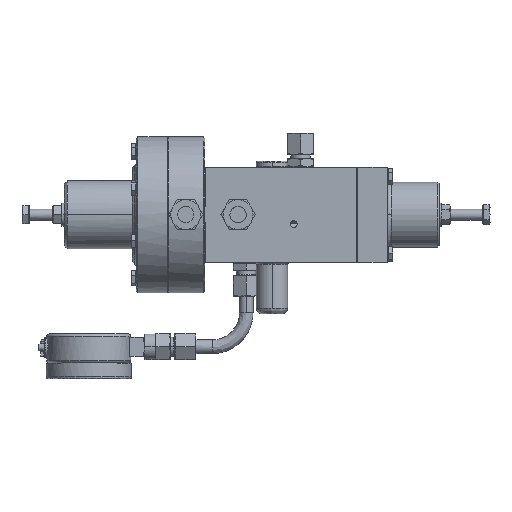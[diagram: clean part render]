
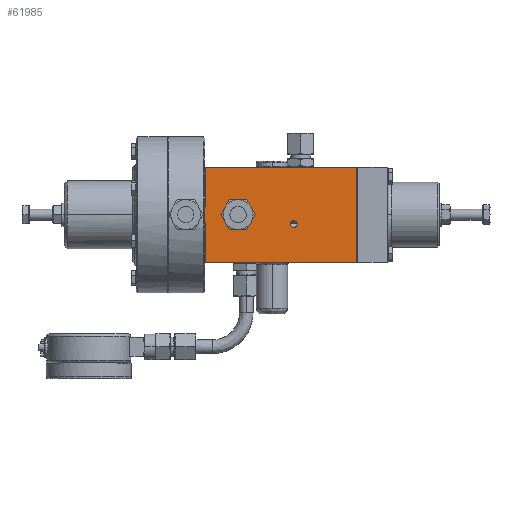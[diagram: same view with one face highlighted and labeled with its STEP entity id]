
A CAD part, top view. The second image highlights one B-rep face of the part: STEP entity #61985.
In plain terms, the highlighted planar face has unit normal (0, 0, 1).
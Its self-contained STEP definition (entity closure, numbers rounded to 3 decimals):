
#396 = ORIENTED_EDGE ( 'NONE', *, *, #20799, .F. ) ;
#461 = LINE ( 'NONE', #19942, #25865 ) ;
#855 = CARTESIAN_POINT ( 'NONE',  ( 43.821, 5.937, 35. ) ) ;
#1383 = DIRECTION ( 'NONE',  ( 1., 0., 0. ) ) ;
#2406 = EDGE_CURVE ( 'NONE', #39079, #29448, #59198, .T. ) ;
#2840 = VERTEX_POINT ( 'NONE', #58546 ) ;
#4424 = EDGE_CURVE ( 'NONE', #29448, #61739, #23879, .T. ) ;
#5014 = LINE ( 'NONE', #29979, #30423 ) ;
#5735 = CARTESIAN_POINT ( 'NONE',  ( 132.321, -35., 35. ) ) ;
#6039 = LINE ( 'NONE', #49808, #29945 ) ;
#6398 = ORIENTED_EDGE ( 'NONE', *, *, #11595, .F. ) ;
#6920 = VERTEX_POINT ( 'NONE', #59072 ) ;
#8071 = ORIENTED_EDGE ( 'NONE', *, *, #56371, .F. ) ;
#8751 = CARTESIAN_POINT ( 'NONE',  ( 40.821, -5.937, 35. ) ) ;
#9585 = CARTESIAN_POINT ( 'NONE',  ( 155.321, 35., 35. ) ) ;
#11595 = EDGE_CURVE ( 'NONE', #14507, #39079, #12195, .T. ) ;
#11740 = DIRECTION ( 'NONE',  ( -1., 0., 0. ) ) ;
#12195 = LINE ( 'NONE', #37274, #36120 ) ;
#12333 = ORIENTED_EDGE ( 'NONE', *, *, #51055, .F. ) ;
#12917 = CARTESIAN_POINT ( 'NONE',  ( 43.821, -35., 35. ) ) ;
#14227 = CIRCLE ( 'NONE', #44723, 9.95 ) ;
#14507 = VERTEX_POINT ( 'NONE', #34392 ) ;
#14592 = ORIENTED_EDGE ( 'NONE', *, *, #4424, .F. ) ;
#15514 = EDGE_LOOP ( 'NONE', ( #21058, #12333 ) ) ;
#16359 = DIRECTION ( 'NONE',  ( 0., 0., 1. ) ) ;
#18955 = CARTESIAN_POINT ( 'NONE',  ( 40.821, -35., 35. ) ) ;
#19010 = ORIENTED_EDGE ( 'NONE', *, *, #2406, .F. ) ;
#19144 = ORIENTED_EDGE ( 'NONE', *, *, #58044, .F. ) ;
#19942 = CARTESIAN_POINT ( 'NONE',  ( 40.821, 5.937, 35. ) ) ;
#20647 = EDGE_CURVE ( 'NONE', #2840, #36782, #461, .T. ) ;
#20799 = EDGE_CURVE ( 'NONE', #50218, #6920, #52134, .T. ) ;
#20838 = CARTESIAN_POINT ( 'NONE',  ( 67.821, 0., 35. ) ) ;
#20968 = EDGE_CURVE ( 'NONE', #61739, #51233, #49861, .T. ) ;
#21015 = LINE ( 'NONE', #61078, #44942 ) ;
#21058 = ORIENTED_EDGE ( 'NONE', *, *, #50545, .F. ) ;
#21439 = CARTESIAN_POINT ( 'NONE',  ( 155.321, -35., 35. ) ) ;
#22426 = LINE ( 'NONE', #21439, #59118 ) ;
#23554 = FACE_OUTER_BOUND ( 'NONE', #42469, .T. ) ;
#23748 = DIRECTION ( 'NONE',  ( 0., 1., 0. ) ) ;
#23758 = CARTESIAN_POINT ( 'NONE',  ( 108.821, -7., 35. ) ) ;
#23879 = LINE ( 'NONE', #42290, #36551 ) ;
#25071 = AXIS2_PLACEMENT_3D ( 'NONE', #23758, #57260, #28516 ) ;
#25611 = DIRECTION ( 'NONE',  ( 0., 1., 0. ) ) ;
#25865 = VECTOR ( 'NONE', #53245, 1000. ) ;
#26114 = CARTESIAN_POINT ( 'NONE',  ( 67.821, 0., 35. ) ) ;
#26200 = DIRECTION ( 'NONE',  ( 0., -1., 0. ) ) ;
#26395 = VECTOR ( 'NONE', #56412, 1000. ) ;
#27440 = CARTESIAN_POINT ( 'NONE',  ( 132.321, 35., 35. ) ) ;
#27675 = CARTESIAN_POINT ( 'NONE',  ( 43.821, -35., 35. ) ) ;
#28083 = VERTEX_POINT ( 'NONE', #9585 ) ;
#28302 = PLANE ( 'NONE',  #32207 ) ;
#28516 = DIRECTION ( 'NONE',  ( 0., -1., 0. ) ) ;
#29448 = VERTEX_POINT ( 'NONE', #12917 ) ;
#29945 = VECTOR ( 'NONE', #54597, 1000. ) ;
#29979 = CARTESIAN_POINT ( 'NONE',  ( 40.821, 35., 35. ) ) ;
#30423 = VECTOR ( 'NONE', #1383, 1000. ) ;
#30911 = DIRECTION ( 'NONE',  ( 0., 1., 0. ) ) ;
#31473 = CARTESIAN_POINT ( 'NONE',  ( 108.821, -4.5, 35. ) ) ;
#32207 = AXIS2_PLACEMENT_3D ( 'NONE', #18955, #52489, #23748 ) ;
#33606 = EDGE_CURVE ( 'NONE', #51644, #33805, #5014, .T. ) ;
#33805 = VERTEX_POINT ( 'NONE', #27440 ) ;
#34190 = AXIS2_PLACEMENT_3D ( 'NONE', #26114, #59634, #30911 ) ;
#34392 = CARTESIAN_POINT ( 'NONE',  ( 155.321, -35., 35. ) ) ;
#34736 = FACE_BOUND ( 'NONE', #40964, .T. ) ;
#34949 = EDGE_CURVE ( 'NONE', #36782, #51644, #39141, .T. ) ;
#35756 = CIRCLE ( 'NONE', #58010, 2.5 ) ;
#36120 = VECTOR ( 'NONE', #51803, 1000. ) ;
#36228 = FACE_BOUND ( 'NONE', #15514, .T. ) ;
#36551 = VECTOR ( 'NONE', #37455, 1000. ) ;
#36782 = VERTEX_POINT ( 'NONE', #855 ) ;
#36924 = ORIENTED_EDGE ( 'NONE', *, *, #34949, .F. ) ;
#37274 = CARTESIAN_POINT ( 'NONE',  ( 155.321, -35., 35. ) ) ;
#37455 = DIRECTION ( 'NONE',  ( 0., 1., 0. ) ) ;
#38207 = EDGE_CURVE ( 'NONE', #6920, #50218, #14227, .T. ) ;
#39079 = VERTEX_POINT ( 'NONE', #5735 ) ;
#39141 = LINE ( 'NONE', #27675, #26395 ) ;
#40964 = EDGE_LOOP ( 'NONE', ( #58076, #396 ) ) ;
#41035 = ORIENTED_EDGE ( 'NONE', *, *, #20968, .F. ) ;
#42290 = CARTESIAN_POINT ( 'NONE',  ( 43.821, -35., 35. ) ) ;
#42469 = EDGE_LOOP ( 'NONE', ( #41035, #14592, #19010, #6398, #19144, #8071, #42643, #36924, #50457, #45863 ) ) ;
#42555 = CARTESIAN_POINT ( 'NONE',  ( 108.821, -9.5, 35. ) ) ;
#42643 = ORIENTED_EDGE ( 'NONE', *, *, #33606, .F. ) ;
#44097 = CARTESIAN_POINT ( 'NONE',  ( 43.821, -5.937, 35. ) ) ;
#44518 = CARTESIAN_POINT ( 'NONE',  ( 67.821, -9.95, 35. ) ) ;
#44723 = AXIS2_PLACEMENT_3D ( 'NONE', #20838, #54363, #25611 ) ;
#44942 = VECTOR ( 'NONE', #61279, 1000. ) ;
#45020 = CARTESIAN_POINT ( 'NONE',  ( 108.821, -7., 35. ) ) ;
#45646 = CIRCLE ( 'NONE', #25071, 2.5 ) ;
#45863 = ORIENTED_EDGE ( 'NONE', *, *, #50259, .T. ) ;
#47066 = DIRECTION ( 'NONE',  ( -1., 0., 0. ) ) ;
#49808 = CARTESIAN_POINT ( 'NONE',  ( 43.321, 0., 35. ) ) ;
#49861 = LINE ( 'NONE', #8751, #61000 ) ;
#49910 = DIRECTION ( 'NONE',  ( 0., -1., 0. ) ) ;
#50218 = VERTEX_POINT ( 'NONE', #44518 ) ;
#50259 = EDGE_CURVE ( 'NONE', #2840, #51233, #6039, .T. ) ;
#50457 = ORIENTED_EDGE ( 'NONE', *, *, #20647, .F. ) ;
#50545 = EDGE_CURVE ( 'NONE', #59864, #59384, #45646, .T. ) ;
#51055 = EDGE_CURVE ( 'NONE', #59384, #59864, #35756, .T. ) ;
#51233 = VERTEX_POINT ( 'NONE', #51570 ) ;
#51570 = CARTESIAN_POINT ( 'NONE',  ( 43.321, -5.937, 35. ) ) ;
#51644 = VERTEX_POINT ( 'NONE', #61873 ) ;
#51803 = DIRECTION ( 'NONE',  ( -1., 0., 0. ) ) ;
#52134 = CIRCLE ( 'NONE', #34190, 9.95 ) ;
#52489 = DIRECTION ( 'NONE',  ( 0., 0., -1. ) ) ;
#53245 = DIRECTION ( 'NONE',  ( 1., 0., 0. ) ) ;
#54363 = DIRECTION ( 'NONE',  ( 0., 0., 1. ) ) ;
#54597 = DIRECTION ( 'NONE',  ( 0., -1., 0. ) ) ;
#54894 = CARTESIAN_POINT ( 'NONE',  ( 40.821, -35., 35. ) ) ;
#56371 = EDGE_CURVE ( 'NONE', #33805, #28083, #21015, .T. ) ;
#56412 = DIRECTION ( 'NONE',  ( 0., 1., 0. ) ) ;
#57260 = DIRECTION ( 'NONE',  ( 0., 0., 1. ) ) ;
#57715 = VECTOR ( 'NONE', #11740, 1000. ) ;
#58010 = AXIS2_PLACEMENT_3D ( 'NONE', #45020, #16359, #49910 ) ;
#58044 = EDGE_CURVE ( 'NONE', #28083, #14507, #22426, .T. ) ;
#58076 = ORIENTED_EDGE ( 'NONE', *, *, #38207, .F. ) ;
#58546 = CARTESIAN_POINT ( 'NONE',  ( 43.321, 5.937, 35. ) ) ;
#59072 = CARTESIAN_POINT ( 'NONE',  ( 67.821, 9.95, 35. ) ) ;
#59118 = VECTOR ( 'NONE', #26200, 1000. ) ;
#59198 = LINE ( 'NONE', #54894, #57715 ) ;
#59384 = VERTEX_POINT ( 'NONE', #31473 ) ;
#59634 = DIRECTION ( 'NONE',  ( 0., 0., 1. ) ) ;
#59864 = VERTEX_POINT ( 'NONE', #42555 ) ;
#61000 = VECTOR ( 'NONE', #47066, 1000. ) ;
#61078 = CARTESIAN_POINT ( 'NONE',  ( 155.321, 35., 35. ) ) ;
#61279 = DIRECTION ( 'NONE',  ( 1., 0., 0. ) ) ;
#61739 = VERTEX_POINT ( 'NONE', #44097 ) ;
#61873 = CARTESIAN_POINT ( 'NONE',  ( 43.821, 35., 35. ) ) ;
#61985 = ADVANCED_FACE ( 'NONE', ( #34736, #23554, #36228 ), #28302, .F. ) ;
